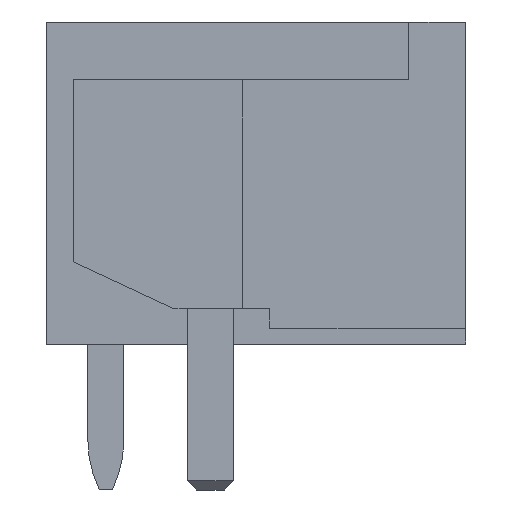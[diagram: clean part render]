
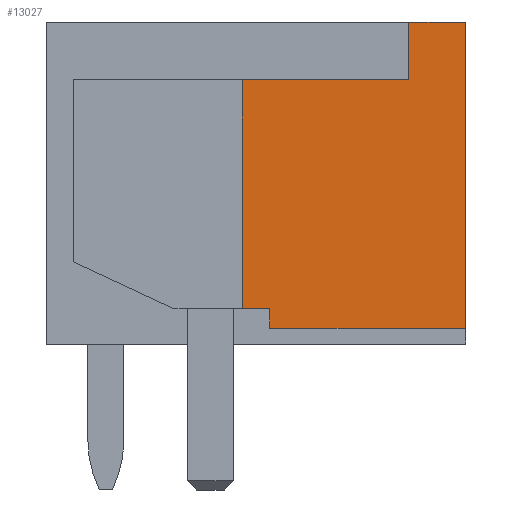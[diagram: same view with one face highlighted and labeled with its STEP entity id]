
A CAD part, left-side view. The second image highlights one B-rep face of the part: STEP entity #13027.
In plain terms, the highlighted planar face has unit normal (-1, 0, 0).
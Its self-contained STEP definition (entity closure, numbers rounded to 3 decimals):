
#12996=AXIS2_PLACEMENT_3D('Plane Axis2P3D',#12993,#12994,#12995) ;
#572=CARTESIAN_POINT('Vertex',(0.,0.,10.27)) ;
#575=CARTESIAN_POINT('Line Origine',(0.,0.,6.91)) ;
#579=CARTESIAN_POINT('Vertex',(0.,0.,3.55)) ;
#1882=CARTESIAN_POINT('Vertex',(0.,1.25,10.27)) ;
#1885=CARTESIAN_POINT('Line Origine',(0.,0.625,10.27)) ;
#12930=CARTESIAN_POINT('Vertex',(0.,4.3,3.55)) ;
#12933=CARTESIAN_POINT('Line Origine',(0.,4.3,3.765)) ;
#12937=CARTESIAN_POINT('Vertex',(0.,4.3,3.98)) ;
#12957=CARTESIAN_POINT('Line Origine',(0.,2.15,3.55)) ;
#12978=CARTESIAN_POINT('Vertex',(0.,1.25,9.)) ;
#12981=CARTESIAN_POINT('Line Origine',(0.,1.25,9.635)) ;
#12993=CARTESIAN_POINT('Axis2P3D Location',(0.,0.,0.)) ;
#12998=CARTESIAN_POINT('Line Origine',(0.,4.6,3.98)) ;
#13002=CARTESIAN_POINT('Vertex',(0.,4.9,3.98)) ;
#13005=CARTESIAN_POINT('Line Origine',(0.,3.075,9.)) ;
#13009=CARTESIAN_POINT('Vertex',(0.,4.9,9.)) ;
#13012=CARTESIAN_POINT('Line Origine',(0.,4.9,6.49)) ;
#576=DIRECTION('Vector Direction',(0.,0.,-1.)) ;
#1886=DIRECTION('Vector Direction',(0.,-1.,0.)) ;
#12934=DIRECTION('Vector Direction',(0.,0.,1.)) ;
#12958=DIRECTION('Vector Direction',(0.,1.,0.)) ;
#12982=DIRECTION('Vector Direction',(0.,0.,1.)) ;
#12994=DIRECTION('Axis2P3D Direction',(-1.,0.,0.)) ;
#12995=DIRECTION('Axis2P3D XDirection',(0.,-1.,0.)) ;
#12999=DIRECTION('Vector Direction',(0.,1.,0.)) ;
#13006=DIRECTION('Vector Direction',(0.,-1.,0.)) ;
#13013=DIRECTION('Vector Direction',(0.,0.,-1.)) ;
#577=VECTOR('Line Direction',#576,1.) ;
#1887=VECTOR('Line Direction',#1886,1.) ;
#12935=VECTOR('Line Direction',#12934,1.) ;
#12959=VECTOR('Line Direction',#12958,1.) ;
#12983=VECTOR('Line Direction',#12982,1.) ;
#13000=VECTOR('Line Direction',#12999,1.) ;
#13007=VECTOR('Line Direction',#13006,1.) ;
#13014=VECTOR('Line Direction',#13013,1.) ;
#13018=ORIENTED_EDGE('',*,*,#13004,.T.) ;
#13019=ORIENTED_EDGE('',*,*,#12939,.T.) ;
#13020=ORIENTED_EDGE('',*,*,#12961,.T.) ;
#13021=ORIENTED_EDGE('',*,*,#581,.T.) ;
#13022=ORIENTED_EDGE('',*,*,#1889,.T.) ;
#13023=ORIENTED_EDGE('',*,*,#12985,.T.) ;
#13024=ORIENTED_EDGE('',*,*,#13011,.T.) ;
#13025=ORIENTED_EDGE('',*,*,#13016,.T.) ;
#13027=ADVANCED_FACE('HOUSING',(#13026),#12997,.T.) ;
#581=EDGE_CURVE('',#580,#573,#578,.F.) ;
#1889=EDGE_CURVE('',#573,#1883,#1888,.F.) ;
#12939=EDGE_CURVE('',#12938,#12931,#12936,.F.) ;
#12961=EDGE_CURVE('',#12931,#580,#12960,.F.) ;
#12985=EDGE_CURVE('',#1883,#12979,#12984,.F.) ;
#13004=EDGE_CURVE('',#13003,#12938,#13001,.F.) ;
#13011=EDGE_CURVE('',#12979,#13010,#13008,.F.) ;
#13016=EDGE_CURVE('',#13010,#13003,#13015,.T.) ;
#13017=EDGE_LOOP('',(#13018,#13019,#13020,#13021,#13022,#13023,#13024,#13025)) ;
#13026=FACE_OUTER_BOUND('',#13017,.T.) ;
#578=LINE('Line',#575,#577) ;
#1888=LINE('Line',#1885,#1887) ;
#12936=LINE('Line',#12933,#12935) ;
#12960=LINE('Line',#12957,#12959) ;
#12984=LINE('Line',#12981,#12983) ;
#13001=LINE('Line',#12998,#13000) ;
#13008=LINE('Line',#13005,#13007) ;
#13015=LINE('Line',#13012,#13014) ;
#12997=PLANE('',#12996) ;
#573=VERTEX_POINT('',#572) ;
#580=VERTEX_POINT('',#579) ;
#1883=VERTEX_POINT('',#1882) ;
#12931=VERTEX_POINT('',#12930) ;
#12938=VERTEX_POINT('',#12937) ;
#12979=VERTEX_POINT('',#12978) ;
#13003=VERTEX_POINT('',#13002) ;
#13010=VERTEX_POINT('',#13009) ;
